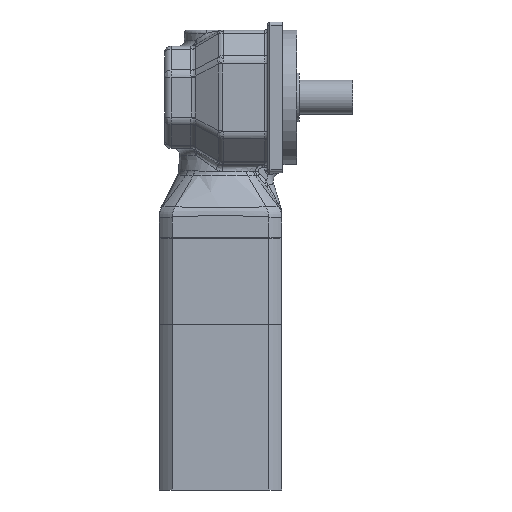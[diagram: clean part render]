
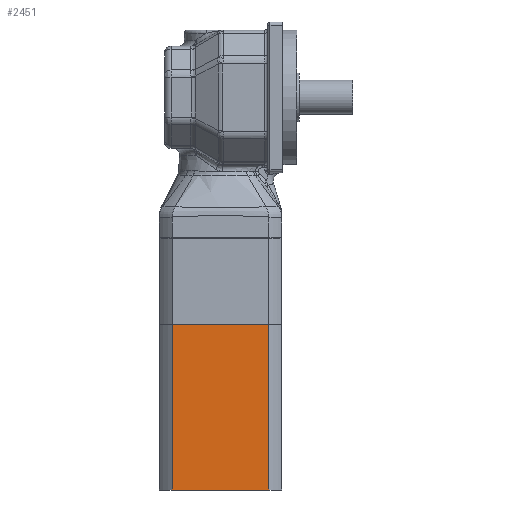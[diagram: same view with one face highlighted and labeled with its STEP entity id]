
A CAD part, left-side view. The second image highlights one B-rep face of the part: STEP entity #2451.
In plain terms, the highlighted planar face has unit normal (-1, 0, 0).
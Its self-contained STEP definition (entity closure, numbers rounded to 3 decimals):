
#2451=ADVANCED_FACE('',(#3492),#3334,.T.);
#3334=PLANE('',#13657);
#3492=FACE_OUTER_BOUND('',#4322,.T.);
#4322=EDGE_LOOP('',(#5329,#5330,#5331,#5332));
#5329=ORIENTED_EDGE('',*,*,#10528,.F.);
#5330=ORIENTED_EDGE('',*,*,#10529,.T.);
#5331=ORIENTED_EDGE('',*,*,#10530,.F.);
#5332=ORIENTED_EDGE('',*,*,#10531,.T.);
#9287=VERTEX_POINT('',#18961);
#9288=VERTEX_POINT('',#18962);
#9289=VERTEX_POINT('',#18964);
#9290=VERTEX_POINT('',#18966);
#10528=EDGE_CURVE('',#9287,#9288,#12507,.T.);
#10529=EDGE_CURVE('',#9287,#9289,#12508,.T.);
#10530=EDGE_CURVE('',#9290,#9289,#12509,.T.);
#10531=EDGE_CURVE('',#9290,#9288,#12510,.T.);
#12507=LINE('',#18960,#13083);
#12508=LINE('',#18963,#13084);
#12509=LINE('',#18965,#13085);
#12510=LINE('',#18967,#13086);
#13083=VECTOR('',#15236,1.);
#13084=VECTOR('',#15237,1.);
#13085=VECTOR('',#15238,1.);
#13086=VECTOR('',#15239,1.);
#13657=AXIS2_PLACEMENT_3D('',#18968,#15240,#15241);
#15236=DIRECTION('',(0.,0.,-1.));
#15237=DIRECTION('',(0.,1.,0.));
#15238=DIRECTION('',(0.,0.,1.));
#15239=DIRECTION('',(0.,-1.,0.));
#15240=DIRECTION('',(-1.,0.,0.));
#15241=DIRECTION('',(0.,0.,1.));
#18960=CARTESIAN_POINT('',(0.,12.198,0.));
#18961=CARTESIAN_POINT('',(0.,12.198,147.));
#18962=CARTESIAN_POINT('',(0.,12.198,-6.5));
#18963=CARTESIAN_POINT('',(0.,57.,147.));
#18964=CARTESIAN_POINT('',(0.,101.802,147.));
#18965=CARTESIAN_POINT('',(0.,101.802,0.));
#18966=CARTESIAN_POINT('',(0.,101.802,-6.5));
#18967=CARTESIAN_POINT('',(0.,57.,-6.5));
#18968=CARTESIAN_POINT('',(0.,57.,0.));
